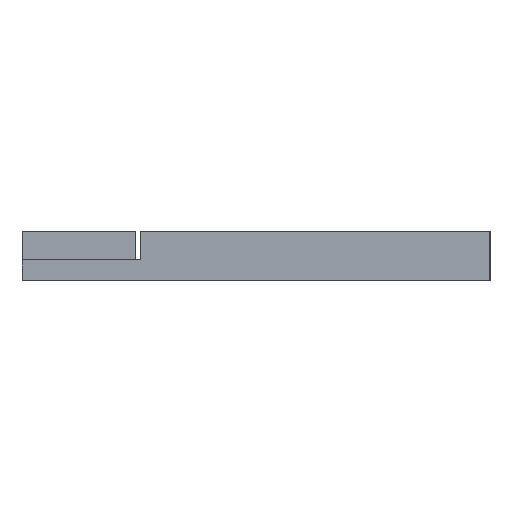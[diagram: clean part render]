
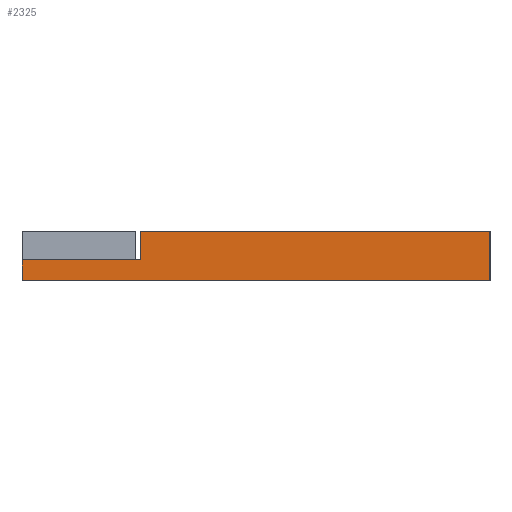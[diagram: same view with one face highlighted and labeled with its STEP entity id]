
A CAD part, left-side view. The second image highlights one B-rep face of the part: STEP entity #2325.
In plain terms, the highlighted planar face has unit normal (-1, 0, 0).
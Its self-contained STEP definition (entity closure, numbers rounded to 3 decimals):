
#201=LINE('',#3556,#475);
#207=LINE('',#3568,#481);
#288=LINE('',#3743,#562);
#289=LINE('',#3746,#563);
#290=LINE('',#3748,#564);
#291=LINE('',#3749,#565);
#475=VECTOR('',#2915,10.);
#481=VECTOR('',#2925,10.);
#562=VECTOR('',#3076,10.);
#563=VECTOR('',#3079,10.);
#564=VECTOR('',#3080,10.);
#565=VECTOR('',#3081,10.);
#712=FACE_OUTER_BOUND('',#834,.T.);
#834=EDGE_LOOP('',(#1966,#1967,#1968,#1969,#1970,#1971));
#1041=VERTEX_POINT('',#3552);
#1043=VERTEX_POINT('',#3555);
#1047=VERTEX_POINT('',#3567);
#1106=VERTEX_POINT('',#3737);
#1107=VERTEX_POINT('',#3745);
#1108=VERTEX_POINT('',#3747);
#1322=EDGE_CURVE('',#1041,#1043,#201,.T.);
#1328=EDGE_CURVE('',#1043,#1047,#207,.T.);
#1415=EDGE_CURVE('',#1106,#1047,#288,.T.);
#1416=EDGE_CURVE('',#1107,#1106,#289,.T.);
#1417=EDGE_CURVE('',#1108,#1041,#290,.T.);
#1418=EDGE_CURVE('',#1107,#1108,#291,.T.);
#1966=ORIENTED_EDGE('',*,*,#1416,.T.);
#1967=ORIENTED_EDGE('',*,*,#1415,.T.);
#1968=ORIENTED_EDGE('',*,*,#1328,.F.);
#1969=ORIENTED_EDGE('',*,*,#1322,.F.);
#1970=ORIENTED_EDGE('',*,*,#1417,.F.);
#1971=ORIENTED_EDGE('',*,*,#1418,.F.);
#2208=PLANE('',#2515);
#2325=ADVANCED_FACE('',(#712),#2208,.T.);
#2515=AXIS2_PLACEMENT_3D('',#3744,#3077,#3078);
#2915=DIRECTION('',(0.,0.,1.));
#2925=DIRECTION('',(0.,-1.,0.));
#3076=DIRECTION('',(0.,0.,1.));
#3077=DIRECTION('center_axis',(-1.,0.,0.));
#3078=DIRECTION('ref_axis',(0.,-1.,0.));
#3079=DIRECTION('',(0.,-1.,0.));
#3080=DIRECTION('',(0.,-1.,0.));
#3081=DIRECTION('',(0.,0.,1.));
#3552=CARTESIAN_POINT('',(-33.,16.,2.2));
#3555=CARTESIAN_POINT('',(-33.,16.,5.2));
#3556=CARTESIAN_POINT('',(-33.,16.,2.2));
#3567=CARTESIAN_POINT('',(-33.,-21.,5.2));
#3568=CARTESIAN_POINT('',(-33.,-21.,5.2));
#3737=CARTESIAN_POINT('',(-33.,-21.,0.));
#3743=CARTESIAN_POINT('',(-33.,-21.,0.));
#3744=CARTESIAN_POINT('Origin',(-33.,28.5,0.));
#3745=CARTESIAN_POINT('',(-33.,28.5,0.));
#3746=CARTESIAN_POINT('',(-33.,28.5,0.));
#3747=CARTESIAN_POINT('',(-33.,28.5,2.2));
#3748=CARTESIAN_POINT('',(-33.,28.5,2.2));
#3749=CARTESIAN_POINT('',(-33.,28.5,0.));
